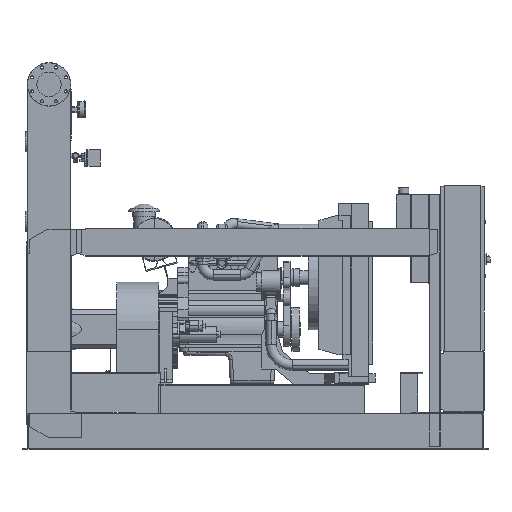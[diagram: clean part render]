
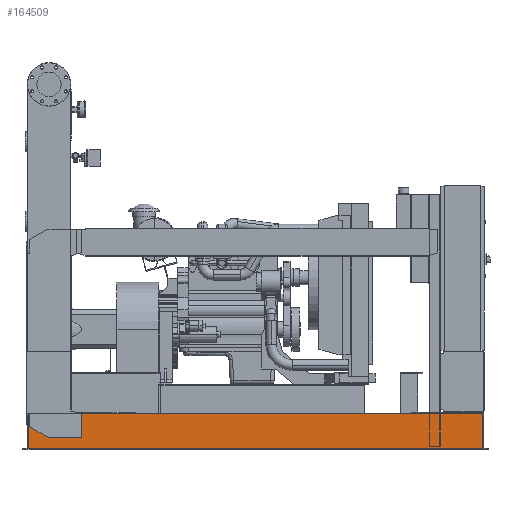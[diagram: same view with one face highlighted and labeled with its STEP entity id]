
A CAD part, front view. The second image highlights one B-rep face of the part: STEP entity #164509.
In plain terms, the highlighted free-form (B-spline) face has degree [1, 1] with [2, 2] control points.
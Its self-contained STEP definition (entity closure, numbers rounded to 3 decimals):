
#159450=CARTESIAN_POINT('',(-113.0,-738.5,202.));
#159451=VERTEX_POINT('',#159450);
#159458=CARTESIAN_POINT('',(-113.0,-738.5,208.));
#159459=VERTEX_POINT('',#159458);
#159460=CARTESIAN_POINT('',(-113.0,-738.5,202.));
#159461=DIRECTION('',(0.0,0.0,1.0));
#159462=VECTOR('',#159461,6.);
#159463=LINE('',#159460,#159462);
#159464=EDGE_CURVE('',#159451,#159459,#159463,.T.);
#162783=CARTESIAN_POINT('',(2481.0,-738.5,208.));
#162784=VERTEX_POINT('',#162783);
#162785=CARTESIAN_POINT('',(-113.0,-738.5,208.));
#162786=DIRECTION('',(1.0,0.0,0.0));
#162787=VECTOR('',#162786,2594.0);
#162788=LINE('',#162785,#162787);
#162789=EDGE_CURVE('',#159459,#162784,#162788,.T.);
#164086=CARTESIAN_POINT('',(2489.0,-738.5,202.));
#164087=VERTEX_POINT('',#164086);
#164094=CARTESIAN_POINT('',(2489.0,-738.5,112.689));
#164095=VERTEX_POINT('',#164094);
#164096=CARTESIAN_POINT('',(2489.0,-738.5,112.689));
#164097=DIRECTION('',(0.0,0.0,1.0));
#164098=VECTOR('',#164097,89.311);
#164099=LINE('',#164096,#164098);
#164100=EDGE_CURVE('',#164095,#164087,#164099,.T.);
#164423=CARTESIAN_POINT('',(-121.0,-738.5,3.));
#164424=CARTESIAN_POINT('',(-121.0,-738.5,208.));
#164425=CARTESIAN_POINT('',(2489.0,-738.5,3.));
#164426=CARTESIAN_POINT('',(2489.0,-738.5,208.));
#164427=B_SPLINE_SURFACE_WITH_KNOTS('',1,1,((#164423,#164425),(#164424,#164426)),.UNSPECIFIED.,.F.,.F.,.U.,(2,2),(2,2),(0.0,205.),(0.0,2610.0),.UNSPECIFIED.);
#164428=CARTESIAN_POINT('',(2489.0,-738.5,6.));
#164429=VERTEX_POINT('',#164428);
#164430=CARTESIAN_POINT('',(2489.0,-738.5,6.));
#164431=DIRECTION('',(0.0,0.0,1.0));
#164432=VECTOR('',#164431,106.689);
#164433=LINE('',#164430,#164432);
#164434=EDGE_CURVE('',#164429,#164095,#164433,.T.);
#164435=ORIENTED_EDGE('',*,*,#164434,.T.);
#164436=ORIENTED_EDGE('',*,*,#164100,.T.);
#164437=CARTESIAN_POINT('',(2481.0,-738.5,202.));
#164438=VERTEX_POINT('',#164437);
#164439=CARTESIAN_POINT('',(2489.0,-738.5,202.));
#164440=DIRECTION('',(-1.0,0.0,0.0));
#164441=VECTOR('',#164440,8.0);
#164442=LINE('',#164439,#164441);
#164443=EDGE_CURVE('',#164087,#164438,#164442,.T.);
#164444=ORIENTED_EDGE('',*,*,#164443,.T.);
#164445=CARTESIAN_POINT('',(2481.0,-738.5,208.));
#164446=DIRECTION('',(0.0,0.0,-1.0));
#164447=VECTOR('',#164446,6.);
#164448=LINE('',#164445,#164447);
#164449=EDGE_CURVE('',#162784,#164438,#164448,.T.);
#164450=ORIENTED_EDGE('',*,*,#164449,.F.);
#164451=ORIENTED_EDGE('',*,*,#162789,.F.);
#164452=ORIENTED_EDGE('',*,*,#159464,.F.);
#164453=CARTESIAN_POINT('',(-121.0,-738.5,202.));
#164454=VERTEX_POINT('',#164453);
#164455=CARTESIAN_POINT('',(-113.0,-738.5,202.));
#164456=DIRECTION('',(-1.0,0.0,0.0));
#164457=VECTOR('',#164456,8.0);
#164458=LINE('',#164455,#164457);
#164459=EDGE_CURVE('',#159451,#164454,#164458,.T.);
#164460=ORIENTED_EDGE('',*,*,#164459,.T.);
#164461=CARTESIAN_POINT('',(-121.0,-738.5,6.));
#164462=VERTEX_POINT('',#164461);
#164463=CARTESIAN_POINT('',(-121.0,-738.5,202.));
#164464=DIRECTION('',(0.0,0.0,-1.0));
#164465=VECTOR('',#164464,196.);
#164466=LINE('',#164463,#164465);
#164467=EDGE_CURVE('',#164454,#164462,#164466,.T.);
#164468=ORIENTED_EDGE('',*,*,#164467,.T.);
#164469=CARTESIAN_POINT('',(-113.0,-738.5,6.));
#164470=VERTEX_POINT('',#164469);
#164471=CARTESIAN_POINT('',(-121.0,-738.5,6.));
#164472=DIRECTION('',(1.0,0.0,0.0));
#164473=VECTOR('',#164472,8.0);
#164474=LINE('',#164471,#164473);
#164475=EDGE_CURVE('',#164462,#164470,#164474,.T.);
#164476=ORIENTED_EDGE('',*,*,#164475,.T.);
#164477=CARTESIAN_POINT('',(-113.0,-738.5,3.));
#164478=VERTEX_POINT('',#164477);
#164479=CARTESIAN_POINT('',(-113.0,-738.5,3.));
#164480=DIRECTION('',(0.0,0.0,1.0));
#164481=VECTOR('',#164480,3.);
#164482=LINE('',#164479,#164481);
#164483=EDGE_CURVE('',#164478,#164470,#164482,.T.);
#164484=ORIENTED_EDGE('',*,*,#164483,.F.);
#164485=CARTESIAN_POINT('',(2481.0,-738.5,3.));
#164486=VERTEX_POINT('',#164485);
#164487=CARTESIAN_POINT('',(2481.0,-738.5,3.));
#164488=DIRECTION('',(-1.0,0.0,0.0));
#164489=VECTOR('',#164488,2594.0);
#164490=LINE('',#164487,#164489);
#164491=EDGE_CURVE('',#164486,#164478,#164490,.T.);
#164492=ORIENTED_EDGE('',*,*,#164491,.F.);
#164493=CARTESIAN_POINT('',(2481.0,-738.5,6.));
#164494=VERTEX_POINT('',#164493);
#164495=CARTESIAN_POINT('',(2481.0,-738.5,6.));
#164496=DIRECTION('',(0.0,0.0,-1.0));
#164497=VECTOR('',#164496,3.);
#164498=LINE('',#164495,#164497);
#164499=EDGE_CURVE('',#164494,#164486,#164498,.T.);
#164500=ORIENTED_EDGE('',*,*,#164499,.F.);
#164501=CARTESIAN_POINT('',(2481.0,-738.5,6.));
#164502=DIRECTION('',(1.0,0.0,0.0));
#164503=VECTOR('',#164502,8.0);
#164504=LINE('',#164501,#164503);
#164505=EDGE_CURVE('',#164494,#164429,#164504,.T.);
#164506=ORIENTED_EDGE('',*,*,#164505,.T.);
#164507=EDGE_LOOP('',(#164435,#164436,#164444,#164450,#164451,#164452,#164460,#164468,#164476,#164484,#164492,#164500,#164506));
#164508=FACE_OUTER_BOUND('',#164507,.T.);
#164509=ADVANCED_FACE('',(#164508),#164427,.F.);
